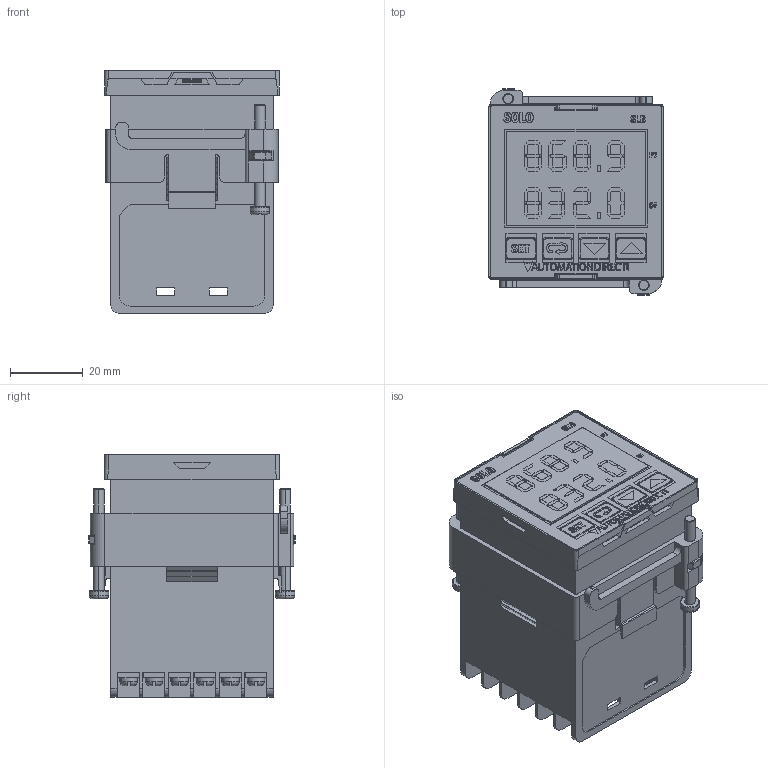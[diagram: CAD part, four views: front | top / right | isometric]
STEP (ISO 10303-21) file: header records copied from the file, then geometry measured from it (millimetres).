
FILE_DESCRIPTION (( 'STEP AP214' ), '1' );
FILE_NAME ('SLB4848-R2.STEP', '2019-02-18T21:48:26', ( '' ), ( '' ), 'SwSTEP 2.0', 'SolidWorks 2017', '' );
FILE_SCHEMA (( 'AUTOMOTIVE_DESIGN' ));
Length unit declared in the file: inch
Products named in the file (1): SLB4848-R2
Bounding box: 48 x 56.74 x 66.75 mm (x, y, z)
Volume: 126263.6 mm3; surface area: 30484.5 mm2
Topology: 8 solids, 12 shells, 3493 faces, 9803 edges, 6480 vertices
Faces by surface type: plane 3222, cylinder 141, torus 42, bspline 42, cone 30, sphere 16
Entity records: 157277 total; most frequent: CARTESIAN_POINT 21991, ORIENTED_EDGE 19574, DIRECTION 16865, EDGE_CURVE 9787, LINE 9005, VECTOR 9005, VERTEX_POINT 6480, AXIS2_PLACEMENT_3D 3930
